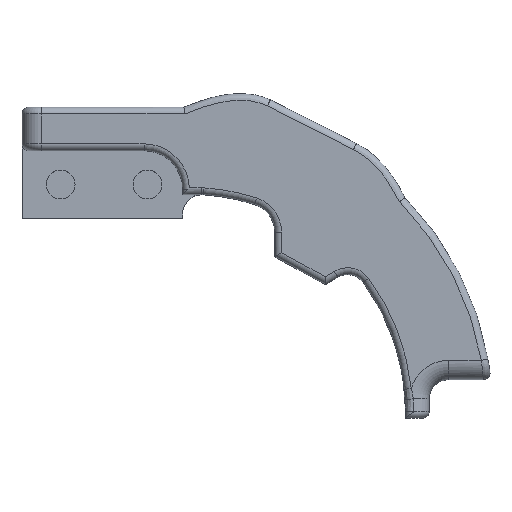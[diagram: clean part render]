
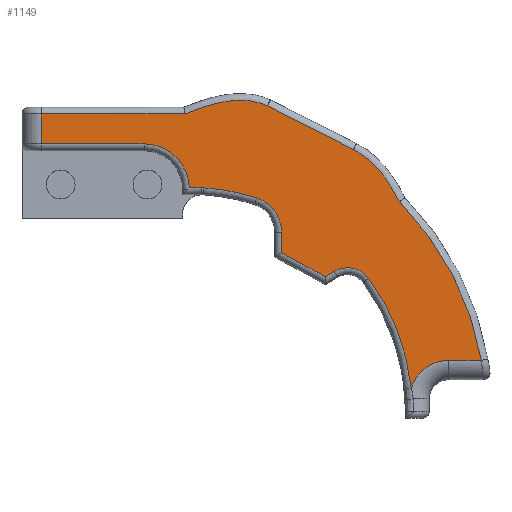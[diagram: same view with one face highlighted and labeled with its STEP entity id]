
A CAD part, top view. The second image highlights one B-rep face of the part: STEP entity #1149.
In plain terms, the highlighted planar face has unit normal (0, 0, 1).
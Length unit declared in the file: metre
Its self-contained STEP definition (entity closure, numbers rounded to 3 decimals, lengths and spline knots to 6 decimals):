
#70=CIRCLE('',#1238,0.00135);
#71=CIRCLE('',#1239,0.0116);
#72=CIRCLE('',#1240,0.002);
#73=CIRCLE('',#1241,0.0154);
#74=CIRCLE('',#1242,0.00235);
#75=CIRCLE('',#1243,0.00135);
#76=CIRCLE('',#1244,0.0116);
#77=CIRCLE('',#1245,0.00185);
#142=PLANE('',#1237);
#165=B_SPLINE_CURVE_WITH_KNOTS('',3,(#1801,#1802,#1803,#1804,#1805),
 .UNSPECIFIED.,.F.,.F.,(4,1,4),(0.,0.001832,0.003664),
 .UNSPECIFIED.);
#166=B_SPLINE_CURVE_WITH_KNOTS('',3,(#1809,#1810,#1811,#1812,#1813),
 .UNSPECIFIED.,.F.,.F.,(4,1,4),(0.,0.002214,0.004428),
 .UNSPECIFIED.);
#201=ORIENTED_EDGE('',*,*,#555,.T.);
#202=ORIENTED_EDGE('',*,*,#556,.T.);
#203=ORIENTED_EDGE('',*,*,#557,.T.);
#204=ORIENTED_EDGE('',*,*,#558,.T.);
#205=ORIENTED_EDGE('',*,*,#559,.T.);
#206=ORIENTED_EDGE('',*,*,#560,.T.);
#207=ORIENTED_EDGE('',*,*,#561,.T.);
#208=ORIENTED_EDGE('',*,*,#562,.T.);
#209=ORIENTED_EDGE('',*,*,#563,.T.);
#210=ORIENTED_EDGE('',*,*,#564,.T.);
#211=ORIENTED_EDGE('',*,*,#565,.T.);
#212=ORIENTED_EDGE('',*,*,#566,.T.);
#213=ORIENTED_EDGE('',*,*,#567,.T.);
#214=ORIENTED_EDGE('',*,*,#568,.T.);
#215=ORIENTED_EDGE('',*,*,#569,.T.);
#216=ORIENTED_EDGE('',*,*,#570,.T.);
#217=ORIENTED_EDGE('',*,*,#571,.T.);
#218=ORIENTED_EDGE('',*,*,#572,.T.);
#219=ORIENTED_EDGE('',*,*,#573,.T.);
#555=EDGE_CURVE('',#731,#732,#70,.F.);
#556=EDGE_CURVE('',#732,#733,#71,.F.);
#557=EDGE_CURVE('',#733,#734,#72,.F.);
#558=EDGE_CURVE('',#734,#735,#836,.T.);
#559=EDGE_CURVE('',#735,#736,#73,.T.);
#560=EDGE_CURVE('',#736,#737,#165,.T.);
#561=EDGE_CURVE('',#737,#738,#837,.F.);
#562=EDGE_CURVE('',#738,#739,#166,.T.);
#563=EDGE_CURVE('',#739,#740,#838,.F.);
#564=EDGE_CURVE('',#740,#741,#839,.T.);
#565=EDGE_CURVE('',#741,#742,#840,.T.);
#566=EDGE_CURVE('',#742,#743,#74,.F.);
#567=EDGE_CURVE('',#743,#744,#841,.T.);
#568=EDGE_CURVE('',#744,#745,#75,.F.);
#569=EDGE_CURVE('',#745,#746,#76,.F.);
#570=EDGE_CURVE('',#746,#747,#77,.F.);
#571=EDGE_CURVE('',#747,#748,#842,.T.);
#572=EDGE_CURVE('',#748,#749,#843,.T.);
#573=EDGE_CURVE('',#749,#731,#844,.T.);
#731=VERTEX_POINT('',#1791);
#732=VERTEX_POINT('',#1792);
#733=VERTEX_POINT('',#1794);
#734=VERTEX_POINT('',#1796);
#735=VERTEX_POINT('',#1798);
#736=VERTEX_POINT('',#1800);
#737=VERTEX_POINT('',#1806);
#738=VERTEX_POINT('',#1808);
#739=VERTEX_POINT('',#1814);
#740=VERTEX_POINT('',#1816);
#741=VERTEX_POINT('',#1818);
#742=VERTEX_POINT('',#1820);
#743=VERTEX_POINT('',#1822);
#744=VERTEX_POINT('',#1824);
#745=VERTEX_POINT('',#1826);
#746=VERTEX_POINT('',#1828);
#747=VERTEX_POINT('',#1830);
#748=VERTEX_POINT('',#1832);
#749=VERTEX_POINT('',#1834);
#836=LINE('',#1797,#912);
#837=LINE('',#1807,#913);
#838=LINE('',#1815,#914);
#839=LINE('',#1817,#915);
#840=LINE('',#1819,#916);
#841=LINE('',#1823,#917);
#842=LINE('',#1831,#918);
#843=LINE('',#1833,#919);
#844=LINE('',#1835,#920);
#912=VECTOR('',#1395,1.);
#913=VECTOR('',#1398,1.);
#914=VECTOR('',#1399,1.);
#915=VECTOR('',#1400,1.);
#916=VECTOR('',#1401,1.);
#917=VECTOR('',#1404,1.);
#918=VECTOR('',#1411,1.);
#919=VECTOR('',#1412,1.);
#920=VECTOR('',#1413,1.);
#985=EDGE_LOOP('',(#201,#202,#203,#204,#205,#206,#207,#208,#209,#210,#211,
#212,#213,#214,#215,#216,#217,#218,#219));
#1066=FACE_BOUND('',#985,.T.);
#1149=ADVANCED_FACE('',(#1066),#142,.T.);
#1237=AXIS2_PLACEMENT_3D('',#1789,#1387,#1388);
#1238=AXIS2_PLACEMENT_3D('',#1790,#1389,#1390);
#1239=AXIS2_PLACEMENT_3D('',#1793,#1391,#1392);
#1240=AXIS2_PLACEMENT_3D('',#1795,#1393,#1394);
#1241=AXIS2_PLACEMENT_3D('',#1799,#1396,#1397);
#1242=AXIS2_PLACEMENT_3D('',#1821,#1402,#1403);
#1243=AXIS2_PLACEMENT_3D('',#1825,#1405,#1406);
#1244=AXIS2_PLACEMENT_3D('',#1827,#1407,#1408);
#1245=AXIS2_PLACEMENT_3D('',#1829,#1409,#1410);
#1387=DIRECTION('',(0.,0.,1.));
#1388=DIRECTION('',(1.,0.,0.));
#1389=DIRECTION('',(0.,0.,1.));
#1390=DIRECTION('',(1.,0.,0.));
#1391=DIRECTION('',(0.,0.,1.));
#1392=DIRECTION('',(1.,0.,0.));
#1393=DIRECTION('',(0.,0.,1.));
#1394=DIRECTION('',(1.,0.,0.));
#1395=DIRECTION('',(1.,0.,0.));
#1396=DIRECTION('',(0.,0.,1.));
#1397=DIRECTION('',(1.,0.,0.));
#1398=DIRECTION('',(0.892,-0.452,0.));
#1399=DIRECTION('',(1.,0.,0.));
#1400=DIRECTION('',(0.,-1.,0.));
#1401=DIRECTION('',(1.,0.,0.));
#1402=DIRECTION('',(0.,0.,1.));
#1403=DIRECTION('',(1.,0.,0.));
#1404=DIRECTION('',(1.,0.002,0.));
#1405=DIRECTION('',(0.,0.,1.));
#1406=DIRECTION('',(1.,0.,0.));
#1407=DIRECTION('',(0.,0.,1.));
#1408=DIRECTION('',(1.,0.,0.));
#1409=DIRECTION('',(0.,0.,1.));
#1410=DIRECTION('',(1.,0.,0.));
#1411=DIRECTION('',(-0.002,-1.,0.));
#1412=DIRECTION('',(0.877,-0.481,0.));
#1413=DIRECTION('',(0.86,0.51,0.));
#1789=CARTESIAN_POINT('',(0.159036,-0.061596,0.0059));
#1790=CARTESIAN_POINT('',(0.145538,-0.065245,0.0059));
#1791=CARTESIAN_POINT('',(0.144849,-0.064084,0.0059));
#1792=CARTESIAN_POINT('',(0.146624,-0.064443,0.0059));
#1793=CARTESIAN_POINT('',(0.13729,-0.07133,0.0059));
#1794=CARTESIAN_POINT('',(0.148831,-0.070157,0.0059));
#1795=CARTESIAN_POINT('',(0.150758,-0.070691,0.0059));
#1796=CARTESIAN_POINT('',(0.150758,-0.068691,0.0059));
#1797=CARTESIAN_POINT('',(0.152954,-0.068691,0.0059));
#1798=CARTESIAN_POINT('',(0.152462,-0.068691,0.0059));
#1799=CARTESIAN_POINT('',(0.13729,-0.07133,0.0059));
#1800=CARTESIAN_POINT('',(0.148212,-0.060474,0.0059));
#1801=CARTESIAN_POINT('',(0.148212,-0.060474,0.0059));
#1802=CARTESIAN_POINT('',(0.147945,-0.059924,0.0059));
#1803=CARTESIAN_POINT('',(0.14732,-0.058867,0.0059));
#1804=CARTESIAN_POINT('',(0.146391,-0.058043,0.0059));
#1805=CARTESIAN_POINT('',(0.145839,-0.057776,0.0059));
#1806=CARTESIAN_POINT('',(0.145839,-0.057776,0.0059));
#1807=CARTESIAN_POINT('',(0.157877,-0.063881,0.0059));
#1808=CARTESIAN_POINT('',(0.14138,-0.055514,0.0059));
#1809=CARTESIAN_POINT('',(0.14138,-0.055514,0.0059));
#1810=CARTESIAN_POINT('',(0.140712,-0.055193,0.0059));
#1811=CARTESIAN_POINT('',(0.139187,-0.055151,0.0059));
#1812=CARTESIAN_POINT('',(0.137802,-0.055641,0.0059));
#1813=CARTESIAN_POINT('',(0.137125,-0.05593,0.0059));
#1814=CARTESIAN_POINT('',(0.137125,-0.05593,0.0059));
#1815=CARTESIAN_POINT('',(0.159036,-0.05593,0.0059));
#1816=CARTESIAN_POINT('',(0.129669,-0.05593,0.0059));
#1817=CARTESIAN_POINT('',(0.129669,-0.05783,0.0059));
#1818=CARTESIAN_POINT('',(0.129669,-0.05748,0.0059));
#1819=CARTESIAN_POINT('',(0.159036,-0.05748,0.0059));
#1820=CARTESIAN_POINT('',(0.13499,-0.05748,0.0059));
#1821=CARTESIAN_POINT('',(0.13499,-0.05983,0.0059));
#1822=CARTESIAN_POINT('',(0.137339,-0.059756,0.0059));
#1823=CARTESIAN_POINT('',(0.159032,-0.059711,0.0059));
#1824=CARTESIAN_POINT('',(0.137959,-0.059754,0.0059));
#1825=CARTESIAN_POINT('',(0.13799,-0.061104,0.0059));
#1826=CARTESIAN_POINT('',(0.138082,-0.059757,0.0059));
#1827=CARTESIAN_POINT('',(0.13729,-0.07133,0.0059));
#1828=CARTESIAN_POINT('',(0.140822,-0.060281,0.0059));
#1829=CARTESIAN_POINT('',(0.140259,-0.062043,0.0059));
#1830=CARTESIAN_POINT('',(0.142109,-0.062047,0.0059));
#1831=CARTESIAN_POINT('',(0.142106,-0.063324,0.0059));
#1832=CARTESIAN_POINT('',(0.142106,-0.063116,0.0059));
#1833=CARTESIAN_POINT('',(0.144555,-0.064458,0.0059));
#1834=CARTESIAN_POINT('',(0.144379,-0.064362,0.0059));
#1835=CARTESIAN_POINT('',(0.144849,-0.064084,0.0059));
